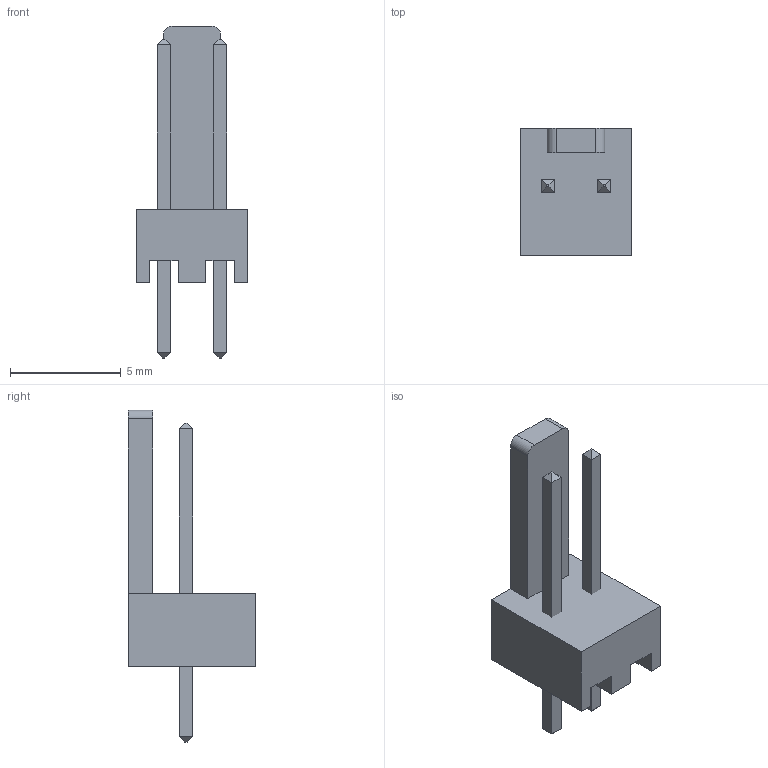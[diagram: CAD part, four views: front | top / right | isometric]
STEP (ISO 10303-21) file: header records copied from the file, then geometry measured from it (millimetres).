
FILE_DESCRIPTION(/* description */ (''),/* implementation_level */ '2;1');
FILE_NAME(/* name */ 'PinHeader_1x02_P2.54_Friction_Lock.step',/* time_stamp */ '2018-10-29T08:27:44-06:00',/* author */ ('kitecraft'),/* organization */ (''),/* preprocessor_version */ 'ST-DEVELOPER v17.2',/* originating_system */ 'Autodesk Translation Framework v7.6.0.251',/* authorisation */ '');
FILE_SCHEMA (('AUTOMOTIVE_DESIGN { 1 0 10303 214 3 1 1 }'));
Length unit declared in the file: millimetre
Products named in the file (1): Pin Header 01x02 - Friction Lock
Bounding box: 5.05 x 5.75 x 15 mm (x, y, z)
Volume: 114.7 mm3; surface area: 276.8 mm2
Topology: 3 solids, 3 shells, 48 faces, 110 edges, 68 vertices
Faces by surface type: plane 46, cylinder 2
Entity records: 1348 total; most frequent: CARTESIAN_POINT 227, ORIENTED_EDGE 220, DIRECTION 212, EDGE_CURVE 110, LINE 106, VECTOR 106, VERTEX_POINT 68, AXIS2_PLACEMENT_3D 53
